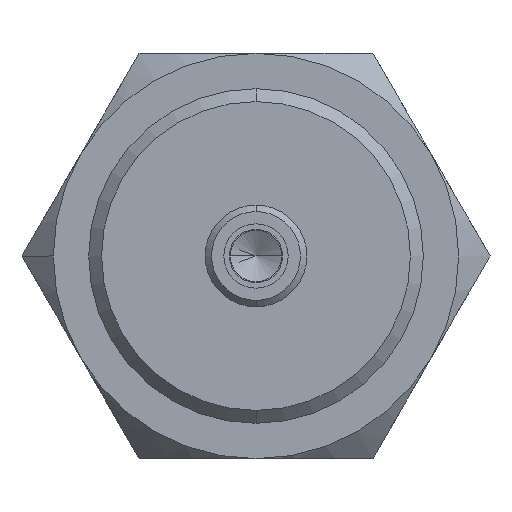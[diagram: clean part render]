
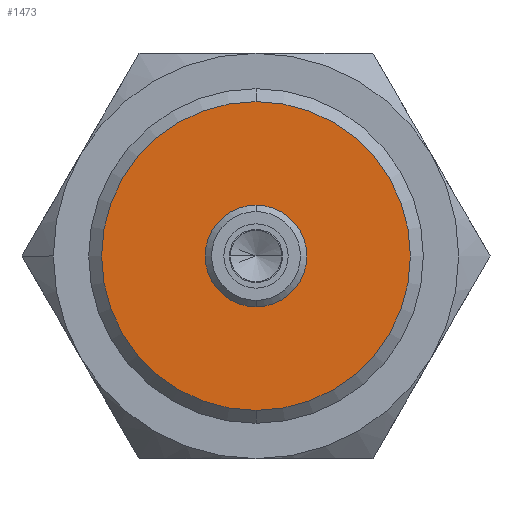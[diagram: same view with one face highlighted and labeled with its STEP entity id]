
A CAD part, front view. The second image highlights one B-rep face of the part: STEP entity #1473.
In plain terms, the highlighted planar face has unit normal (0, -1, 0).
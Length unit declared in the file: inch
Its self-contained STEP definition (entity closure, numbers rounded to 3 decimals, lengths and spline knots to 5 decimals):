
#28 = CARTESIAN_POINT ( 'NONE',  ( 0., -0.1705, 0. ) ) ;
#48 = VERTEX_POINT ( 'NONE', #1026 ) ;
#63 = EDGE_LOOP ( 'NONE', ( #267, #1386 ) ) ;
#267 = ORIENTED_EDGE ( 'NONE', *, *, #1491, .T. ) ;
#415 = DIRECTION ( 'NONE',  ( 0., 0., -1. ) ) ;
#429 = DIRECTION ( 'NONE',  ( 0., 0., -1. ) ) ;
#439 = CIRCLE ( 'NONE', #529, 0.12 ) ;
#489 = CIRCLE ( 'NONE', #2289, 0.0395 ) ;
#495 = CIRCLE ( 'NONE', #1971, 0.12 ) ;
#529 = AXIS2_PLACEMENT_3D ( 'NONE', #2822, #2381, #415 ) ;
#538 = EDGE_CURVE ( 'NONE', #2231, #48, #1915, .T. ) ;
#588 = FACE_BOUND ( 'NONE', #2228, .T. ) ;
#647 = CARTESIAN_POINT ( 'NONE',  ( 0., -0.1705, -0.12 ) ) ;
#714 = VERTEX_POINT ( 'NONE', #647 ) ;
#763 = EDGE_CURVE ( 'NONE', #48, #2231, #489, .T. ) ;
#811 = ORIENTED_EDGE ( 'NONE', *, *, #538, .F. ) ;
#816 = CARTESIAN_POINT ( 'NONE',  ( 0., -0.1705, 0. ) ) ;
#892 = DIRECTION ( 'NONE',  ( 0., 0., -1. ) ) ;
#984 = CARTESIAN_POINT ( 'NONE',  ( 0., -0.1705, 0. ) ) ;
#1026 = CARTESIAN_POINT ( 'NONE',  ( 0., -0.1705, 0.0395 ) ) ;
#1186 = DIRECTION ( 'NONE',  ( 0., -1., 0. ) ) ;
#1367 = DIRECTION ( 'NONE',  ( 0., -1., 0. ) ) ;
#1386 = ORIENTED_EDGE ( 'NONE', *, *, #2510, .T. ) ;
#1473 = ADVANCED_FACE ( 'Face1', ( #2569, #588 ), #2136, .T. ) ;
#1491 = EDGE_CURVE ( 'NONE', #2242, #714, #439, .T. ) ;
#1504 = DIRECTION ( 'NONE',  ( 0., -1., 0. ) ) ;
#1695 = DIRECTION ( 'NONE',  ( 0., 0., -1. ) ) ;
#1915 = CIRCLE ( 'NONE', #2645, 0.0395 ) ;
#1928 = CARTESIAN_POINT ( 'NONE',  ( 0., -0.1705, 0.12 ) ) ;
#1952 = CARTESIAN_POINT ( 'NONE',  ( 0., -0.1705, -0.0395 ) ) ;
#1971 = AXIS2_PLACEMENT_3D ( 'NONE', #2745, #1367, #2484 ) ;
#2136 = PLANE ( 'NONE',  #2598 ) ;
#2228 = EDGE_LOOP ( 'NONE', ( #2629, #811 ) ) ;
#2231 = VERTEX_POINT ( 'NONE', #1952 ) ;
#2242 = VERTEX_POINT ( 'NONE', #1928 ) ;
#2289 = AXIS2_PLACEMENT_3D ( 'NONE', #816, #2609, #1695 ) ;
#2381 = DIRECTION ( 'NONE',  ( 0., -1., 0. ) ) ;
#2484 = DIRECTION ( 'NONE',  ( 0., 0., -1. ) ) ;
#2510 = EDGE_CURVE ( 'NONE', #714, #2242, #495, .T. ) ;
#2569 = FACE_OUTER_BOUND ( 'NONE', #63, .T. ) ;
#2598 = AXIS2_PLACEMENT_3D ( 'NONE', #984, #1504, #429 ) ;
#2609 = DIRECTION ( 'NONE',  ( 0., -1., 0. ) ) ;
#2629 = ORIENTED_EDGE ( 'NONE', *, *, #763, .F. ) ;
#2645 = AXIS2_PLACEMENT_3D ( 'NONE', #28, #1186, #892 ) ;
#2745 = CARTESIAN_POINT ( 'NONE',  ( 0., -0.1705, 0. ) ) ;
#2822 = CARTESIAN_POINT ( 'NONE',  ( 0., -0.1705, 0. ) ) ;
